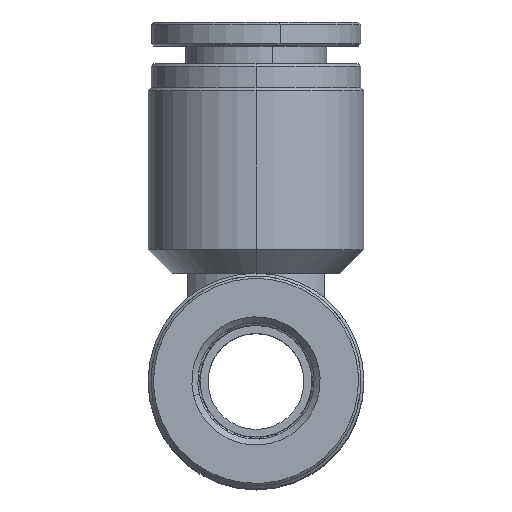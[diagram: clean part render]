
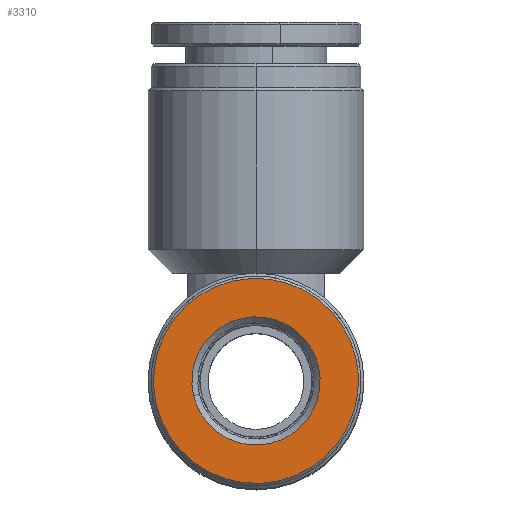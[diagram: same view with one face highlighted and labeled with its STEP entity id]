
A CAD part, top view. The second image highlights one B-rep face of the part: STEP entity #3310.
In plain terms, the highlighted planar face has unit normal (0, 0, 1).
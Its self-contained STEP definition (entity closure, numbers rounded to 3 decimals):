
#1252 = CIRCLE ( 'NONE', #8016, 5.35 ) ;
#2735 = AXIS2_PLACEMENT_3D ( 'NONE', #50798, #24159, #55291 ) ;
#3310 = ADVANCED_FACE ( 'NONE', ( #50468, #15071 ), #45164, .T. ) ;
#4680 = DIRECTION ( 'NONE',  ( 0., 0., 1. ) ) ;
#5264 = CARTESIAN_POINT ( 'NONE',  ( 0., 0., 20.97 ) ) ;
#5604 = EDGE_LOOP ( 'NONE', ( #6296, #34496 ) ) ;
#5864 = CIRCLE ( 'NONE', #15961, 8.55 ) ;
#6296 = ORIENTED_EDGE ( 'NONE', *, *, #15081, .T. ) ;
#8016 = AXIS2_PLACEMENT_3D ( 'NONE', #36051, #9499, #40569 ) ;
#9499 = DIRECTION ( 'NONE',  ( 0., 0., -1. ) ) ;
#9821 = DIRECTION ( 'NONE',  ( 0.229, -0.973, 0. ) ) ;
#9851 = EDGE_CURVE ( 'NONE', #46887, #42856, #43492, .T. ) ;
#10274 = CARTESIAN_POINT ( 'NONE',  ( 1.956, -8.323, 20.97 ) ) ;
#15071 = FACE_OUTER_BOUND ( 'NONE', #45794, .T. ) ;
#15081 = EDGE_CURVE ( 'NONE', #26009, #30438, #1252, .T. ) ;
#15399 = CARTESIAN_POINT ( 'NONE',  ( 0., 0., 20.97 ) ) ;
#15961 = AXIS2_PLACEMENT_3D ( 'NONE', #31356, #4680, #35802 ) ;
#19800 = DIRECTION ( 'NONE',  ( -0.973, -0.229, 0. ) ) ;
#21184 = EDGE_CURVE ( 'NONE', #42856, #46887, #5864, .T. ) ;
#24159 = DIRECTION ( 'NONE',  ( 0., 0., 1. ) ) ;
#26009 = VERTEX_POINT ( 'NONE', #56573 ) ;
#26263 = ORIENTED_EDGE ( 'NONE', *, *, #21184, .T. ) ;
#26347 = AXIS2_PLACEMENT_3D ( 'NONE', #15399, #46427, #19800 ) ;
#30438 = VERTEX_POINT ( 'NONE', #55170 ) ;
#31356 = CARTESIAN_POINT ( 'NONE',  ( 0., 0., 20.97 ) ) ;
#34496 = ORIENTED_EDGE ( 'NONE', *, *, #34759, .T. ) ;
#34759 = EDGE_CURVE ( 'NONE', #30438, #26009, #38684, .T. ) ;
#35802 = DIRECTION ( 'NONE',  ( -0.229, 0.973, 0. ) ) ;
#36051 = CARTESIAN_POINT ( 'NONE',  ( 0., 0., 20.97 ) ) ;
#36365 = DIRECTION ( 'NONE',  ( 0., 0., 1. ) ) ;
#38684 = CIRCLE ( 'NONE', #26347, 5.35 ) ;
#38782 = AXIS2_PLACEMENT_3D ( 'NONE', #5264, #36365, #9821 ) ;
#40569 = DIRECTION ( 'NONE',  ( -0.973, -0.229, 0. ) ) ;
#42856 = VERTEX_POINT ( 'NONE', #50417 ) ;
#43492 = CIRCLE ( 'NONE', #2735, 8.55 ) ;
#45164 = PLANE ( 'NONE',  #38782 ) ;
#45794 = EDGE_LOOP ( 'NONE', ( #26263, #54854 ) ) ;
#46427 = DIRECTION ( 'NONE',  ( 0., 0., -1. ) ) ;
#46887 = VERTEX_POINT ( 'NONE', #10274 ) ;
#50417 = CARTESIAN_POINT ( 'NONE',  ( -1.956, 8.323, 20.97 ) ) ;
#50468 = FACE_BOUND ( 'NONE', #5604, .T. ) ;
#50798 = CARTESIAN_POINT ( 'NONE',  ( 0., 0., 20.97 ) ) ;
#54854 = ORIENTED_EDGE ( 'NONE', *, *, #9851, .T. ) ;
#55170 = CARTESIAN_POINT ( 'NONE',  ( 5.208, 1.224, 20.97 ) ) ;
#55291 = DIRECTION ( 'NONE',  ( -0.229, 0.973, 0. ) ) ;
#56573 = CARTESIAN_POINT ( 'NONE',  ( -5.208, -1.224, 20.97 ) ) ;
